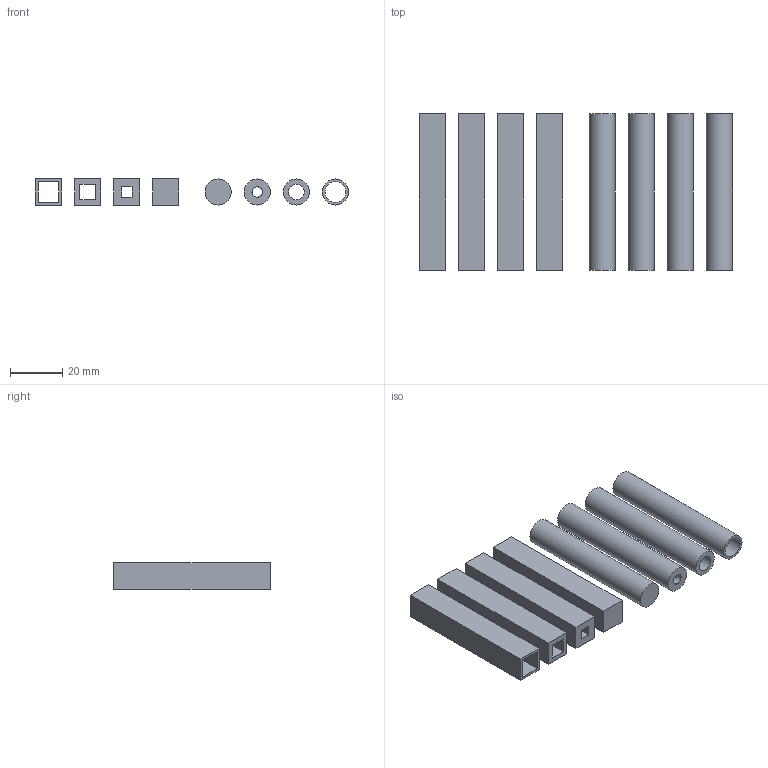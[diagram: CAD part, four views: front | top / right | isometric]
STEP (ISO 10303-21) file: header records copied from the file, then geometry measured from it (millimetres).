
FILE_DESCRIPTION(/* description */ ('','CAx-IF Rec.Pracs.---Representation and Presentation of Product Manufacturing Information (PMI)---4.0---2014-10-13'),/* implementation_level */ '2;1');
FILE_NAME(/* name */ 'Print and Compare_.step',/* time_stamp */ '2025-03-19T09:04:49-04:00',/* author */ (''),/* organization */ (''),/* preprocessor_version */ 'ST-DEVELOPER v20',/* originating_system */ 'Autodesk Translation Framework v13.20.0.188',/* authorisation */ '');
FILE_SCHEMA (('AP242_MANAGED_MODEL_BASED_3D_ENGINEERING_MIM_LF { 1 0 10303 442 1 1 4 }'));
Length unit declared in the file: millimetre
Products named in the file (1): Print and Compare
Bounding box: 120 x 60 x 10 mm (x, y, z)
Volume: 30423.2 mm3; surface area: 25866.8 mm2
Topology: 8 solids, 8 shells, 51 faces, 105 edges, 70 vertices
Faces by surface type: plane 44, cylinder 7
Full cylindrical faces by diameter (mm): 4 x1, 6 x1, 8 x1, 10 x4
Entity records: 1390 total; most frequent: CARTESIAN_POINT 227, DIRECTION 223, ORIENTED_EDGE 210, EDGE_CURVE 105, LINE 91, VECTOR 91, VERTEX_POINT 70, AXIS2_PLACEMENT_3D 66
